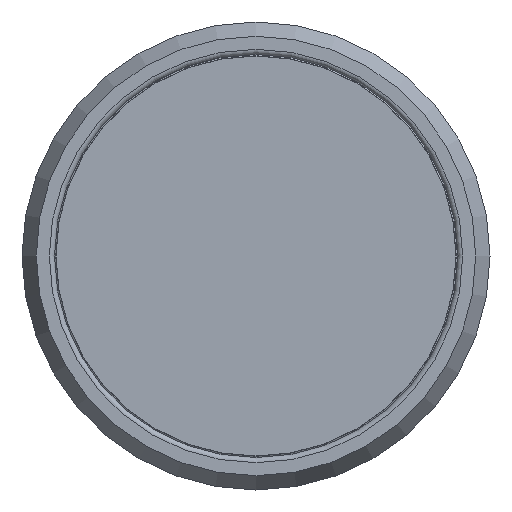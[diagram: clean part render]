
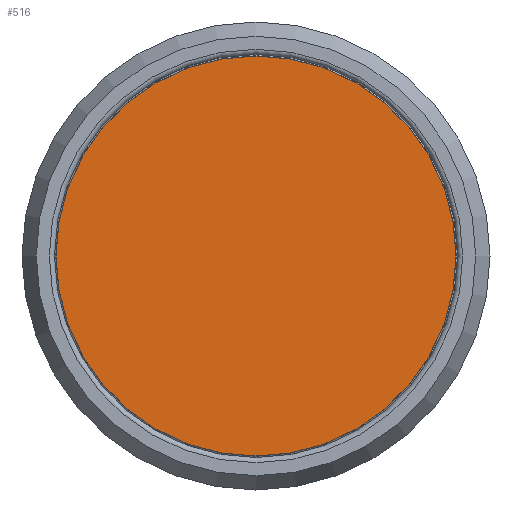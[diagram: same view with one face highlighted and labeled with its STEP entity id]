
A CAD part, left-side view. The second image highlights one B-rep face of the part: STEP entity #516.
In plain terms, the highlighted planar face has unit normal (-1, 0, 0).
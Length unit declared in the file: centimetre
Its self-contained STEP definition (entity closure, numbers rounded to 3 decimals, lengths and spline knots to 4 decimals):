
#120=CIRCLE('',#595,0.7692);
#161=FACE_OUTER_BOUND('',#231,.T.);
#231=EDGE_LOOP('',(#443));
#307=VERTEX_POINT('',#1179);
#357=EDGE_CURVE('',#307,#307,#120,.T.);
#443=ORIENTED_EDGE('',*,*,#357,.F.);
#480=PLANE('',#594);
#516=ADVANCED_FACE('',(#161),#480,.T.);
#594=AXIS2_PLACEMENT_3D('',#1178,#750,#751);
#595=AXIS2_PLACEMENT_3D('',#1180,#752,#753);
#750=DIRECTION('center_axis',(-1.,0.,0.));
#751=DIRECTION('ref_axis',(0.,0.,1.));
#752=DIRECTION('center_axis',(1.,0.,0.));
#753=DIRECTION('ref_axis',(0.,0.,-1.));
#1178=CARTESIAN_POINT('Origin',(-3.1792,0.4033,-0.7692));
#1179=CARTESIAN_POINT('',(-3.1792,0.4033,-0.7692));
#1180=CARTESIAN_POINT('Origin',(-3.1792,0.4033,0.));
